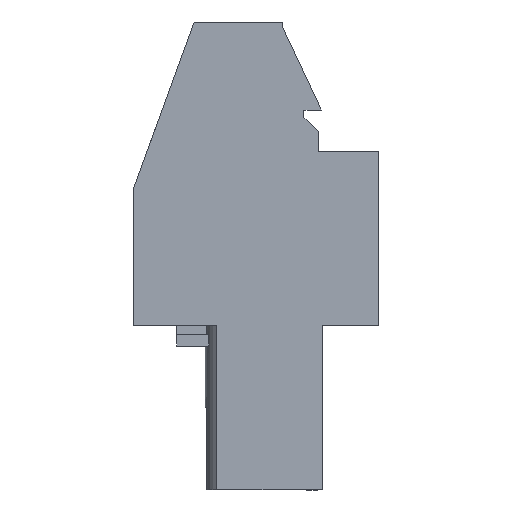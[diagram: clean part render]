
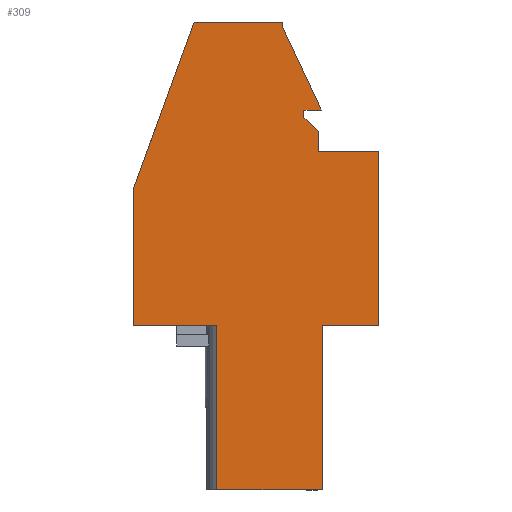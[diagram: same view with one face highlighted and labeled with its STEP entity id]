
A CAD part, left-side view. The second image highlights one B-rep face of the part: STEP entity #309.
In plain terms, the highlighted planar face has unit normal (-1, 0, 0).
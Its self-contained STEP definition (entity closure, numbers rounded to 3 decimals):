
#193=AXIS2_PLACEMENT_3D('Plane Axis2P3D',#190,#191,#192) ;
#49=CARTESIAN_POINT('Vertex',(0.,2.711,7.95)) ;
#52=CARTESIAN_POINT('Line Origine',(0.,2.711,3.975)) ;
#56=CARTESIAN_POINT('Vertex',(0.,2.711,0.)) ;
#107=CARTESIAN_POINT('Line Origine',(0.,1.356,7.95)) ;
#111=CARTESIAN_POINT('Vertex',(0.,0.,7.95)) ;
#190=CARTESIAN_POINT('Axis2P3D Location',(0.,12.132,0.)) ;
#195=CARTESIAN_POINT('Line Origine',(0.,5.261,0.)) ;
#199=CARTESIAN_POINT('Vertex',(0.,7.811,0.)) ;
#202=CARTESIAN_POINT('Line Origine',(0.,0.,12.15)) ;
#206=CARTESIAN_POINT('Vertex',(0.,0.,16.35)) ;
#209=CARTESIAN_POINT('Line Origine',(0.,1.45,16.35)) ;
#213=CARTESIAN_POINT('Vertex',(0.,2.9,16.35)) ;
#216=CARTESIAN_POINT('Line Origine',(0.,2.9,16.825)) ;
#220=CARTESIAN_POINT('Vertex',(0.,2.9,17.3)) ;
#223=CARTESIAN_POINT('Line Origine',(0.,3.25,17.65)) ;
#227=CARTESIAN_POINT('Vertex',(0.,3.6,18.)) ;
#230=CARTESIAN_POINT('Line Origine',(0.,3.6,18.175)) ;
#234=CARTESIAN_POINT('Vertex',(0.,3.6,18.35)) ;
#237=CARTESIAN_POINT('Line Origine',(0.,3.18,18.35)) ;
#241=CARTESIAN_POINT('Vertex',(0.,2.76,18.35)) ;
#244=CARTESIAN_POINT('Line Origine',(0.,3.704,20.375)) ;
#248=CARTESIAN_POINT('Vertex',(0.,4.649,22.4)) ;
#251=CARTESIAN_POINT('Line Origine',(0.,4.649,22.5)) ;
#255=CARTESIAN_POINT('Vertex',(0.,4.649,22.6)) ;
#258=CARTESIAN_POINT('Line Origine',(0.,6.778,22.6)) ;
#262=CARTESIAN_POINT('Vertex',(0.,8.908,22.6)) ;
#265=CARTESIAN_POINT('Line Origine',(0.,10.369,18.586)) ;
#269=CARTESIAN_POINT('Vertex',(0.,11.83,14.572)) ;
#272=CARTESIAN_POINT('Line Origine',(0.,11.83,11.261)) ;
#276=CARTESIAN_POINT('Vertex',(0.,11.83,7.95)) ;
#279=CARTESIAN_POINT('Line Origine',(0.,9.821,7.95)) ;
#283=CARTESIAN_POINT('Vertex',(0.,7.811,7.95)) ;
#286=CARTESIAN_POINT('Line Origine',(0.,7.811,3.975)) ;
#53=DIRECTION('Vector Direction',(0.,0.,1.)) ;
#108=DIRECTION('Vector Direction',(0.,1.,0.)) ;
#191=DIRECTION('Axis2P3D Direction',(-1.,0.,0.)) ;
#192=DIRECTION('Axis2P3D XDirection',(0.,-1.,0.)) ;
#196=DIRECTION('Vector Direction',(0.,1.,0.)) ;
#203=DIRECTION('Vector Direction',(0.,0.,1.)) ;
#210=DIRECTION('Vector Direction',(0.,1.,0.)) ;
#217=DIRECTION('Vector Direction',(0.,0.,1.)) ;
#224=DIRECTION('Vector Direction',(0.,0.707,0.707)) ;
#231=DIRECTION('Vector Direction',(0.,0.,1.)) ;
#238=DIRECTION('Vector Direction',(0.,-1.,0.)) ;
#245=DIRECTION('Vector Direction',(0.,0.423,0.906)) ;
#252=DIRECTION('Vector Direction',(0.,0.,1.)) ;
#259=DIRECTION('Vector Direction',(0.,1.,0.)) ;
#266=DIRECTION('Vector Direction',(0.,0.342,-0.94)) ;
#273=DIRECTION('Vector Direction',(0.,0.,1.)) ;
#280=DIRECTION('Vector Direction',(0.,-1.,0.)) ;
#287=DIRECTION('Vector Direction',(0.,0.,-1.)) ;
#54=VECTOR('Line Direction',#53,1.) ;
#109=VECTOR('Line Direction',#108,1.) ;
#197=VECTOR('Line Direction',#196,1.) ;
#204=VECTOR('Line Direction',#203,1.) ;
#211=VECTOR('Line Direction',#210,1.) ;
#218=VECTOR('Line Direction',#217,1.) ;
#225=VECTOR('Line Direction',#224,1.) ;
#232=VECTOR('Line Direction',#231,1.) ;
#239=VECTOR('Line Direction',#238,1.) ;
#246=VECTOR('Line Direction',#245,1.) ;
#253=VECTOR('Line Direction',#252,1.) ;
#260=VECTOR('Line Direction',#259,1.) ;
#267=VECTOR('Line Direction',#266,1.) ;
#274=VECTOR('Line Direction',#273,1.) ;
#281=VECTOR('Line Direction',#280,1.) ;
#288=VECTOR('Line Direction',#287,1.) ;
#292=ORIENTED_EDGE('',*,*,#201,.T.) ;
#293=ORIENTED_EDGE('',*,*,#58,.T.) ;
#294=ORIENTED_EDGE('',*,*,#113,.T.) ;
#295=ORIENTED_EDGE('',*,*,#208,.T.) ;
#296=ORIENTED_EDGE('',*,*,#215,.T.) ;
#297=ORIENTED_EDGE('',*,*,#222,.T.) ;
#298=ORIENTED_EDGE('',*,*,#229,.T.) ;
#299=ORIENTED_EDGE('',*,*,#236,.T.) ;
#300=ORIENTED_EDGE('',*,*,#243,.T.) ;
#301=ORIENTED_EDGE('',*,*,#250,.T.) ;
#302=ORIENTED_EDGE('',*,*,#257,.T.) ;
#303=ORIENTED_EDGE('',*,*,#264,.T.) ;
#304=ORIENTED_EDGE('',*,*,#271,.T.) ;
#305=ORIENTED_EDGE('',*,*,#278,.T.) ;
#306=ORIENTED_EDGE('',*,*,#285,.F.) ;
#307=ORIENTED_EDGE('',*,*,#290,.T.) ;
#309=ADVANCED_FACE('HOUSING',(#308),#194,.T.) ;
#58=EDGE_CURVE('',#57,#50,#55,.T.) ;
#113=EDGE_CURVE('',#50,#112,#110,.F.) ;
#201=EDGE_CURVE('',#200,#57,#198,.F.) ;
#208=EDGE_CURVE('',#112,#207,#205,.T.) ;
#215=EDGE_CURVE('',#207,#214,#212,.T.) ;
#222=EDGE_CURVE('',#214,#221,#219,.T.) ;
#229=EDGE_CURVE('',#221,#228,#226,.T.) ;
#236=EDGE_CURVE('',#228,#235,#233,.T.) ;
#243=EDGE_CURVE('',#235,#242,#240,.T.) ;
#250=EDGE_CURVE('',#242,#249,#247,.T.) ;
#257=EDGE_CURVE('',#249,#256,#254,.T.) ;
#264=EDGE_CURVE('',#256,#263,#261,.T.) ;
#271=EDGE_CURVE('',#263,#270,#268,.T.) ;
#278=EDGE_CURVE('',#270,#277,#275,.F.) ;
#285=EDGE_CURVE('',#284,#277,#282,.F.) ;
#290=EDGE_CURVE('',#284,#200,#289,.T.) ;
#291=EDGE_LOOP('',(#292,#293,#294,#295,#296,#297,#298,#299,#300,#301,#302,#303,#304,#305,#306,#307)) ;
#308=FACE_OUTER_BOUND('',#291,.T.) ;
#55=LINE('Line',#52,#54) ;
#110=LINE('Line',#107,#109) ;
#198=LINE('Line',#195,#197) ;
#205=LINE('Line',#202,#204) ;
#212=LINE('Line',#209,#211) ;
#219=LINE('Line',#216,#218) ;
#226=LINE('Line',#223,#225) ;
#233=LINE('Line',#230,#232) ;
#240=LINE('Line',#237,#239) ;
#247=LINE('Line',#244,#246) ;
#254=LINE('Line',#251,#253) ;
#261=LINE('Line',#258,#260) ;
#268=LINE('Line',#265,#267) ;
#275=LINE('Line',#272,#274) ;
#282=LINE('Line',#279,#281) ;
#289=LINE('Line',#286,#288) ;
#194=PLANE('',#193) ;
#50=VERTEX_POINT('',#49) ;
#57=VERTEX_POINT('',#56) ;
#112=VERTEX_POINT('',#111) ;
#200=VERTEX_POINT('',#199) ;
#207=VERTEX_POINT('',#206) ;
#214=VERTEX_POINT('',#213) ;
#221=VERTEX_POINT('',#220) ;
#228=VERTEX_POINT('',#227) ;
#235=VERTEX_POINT('',#234) ;
#242=VERTEX_POINT('',#241) ;
#249=VERTEX_POINT('',#248) ;
#256=VERTEX_POINT('',#255) ;
#263=VERTEX_POINT('',#262) ;
#270=VERTEX_POINT('',#269) ;
#277=VERTEX_POINT('',#276) ;
#284=VERTEX_POINT('',#283) ;
